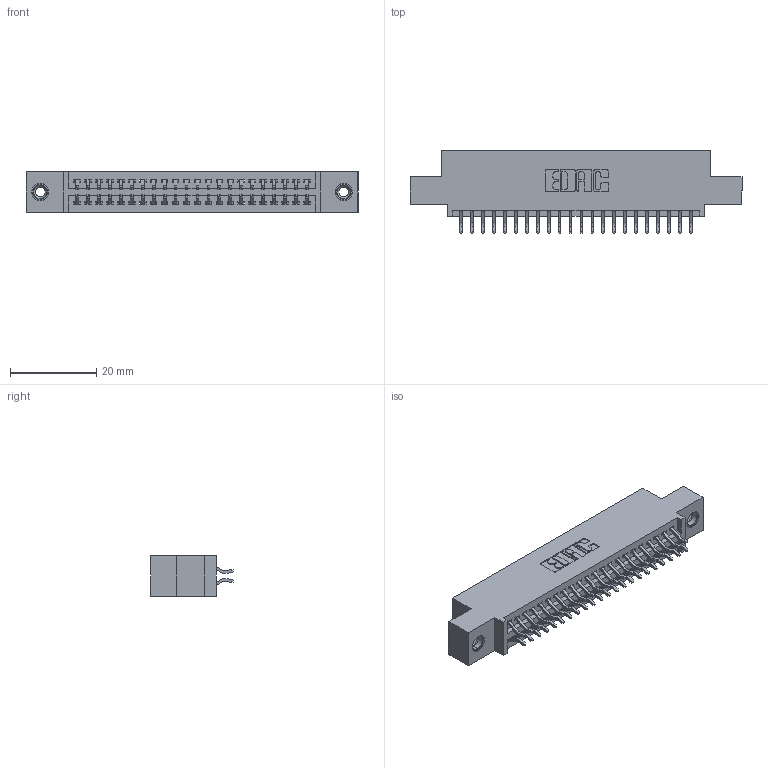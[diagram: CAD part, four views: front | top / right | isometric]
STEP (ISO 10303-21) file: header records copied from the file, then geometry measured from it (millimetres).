
FILE_DESCRIPTION (( 'STEP AP203' ), '1' );
FILE_NAME ('345-044-556-508.STEP', '2018-09-09T01:21:20', ( '' ), ( '' ), 'SwSTEP 2.0', 'SolidWorks 2016', '' );
FILE_SCHEMA (( 'CONFIG_CONTROL_DESIGN' ));
Length unit declared in the file: inch
Products named in the file (4): 345 Part_0.110 Offset - 0.156 Dia-TI; 345-292-001_556 Tail; 345-250-001_345-250-003-102; 345-044-556-508
Assembly tree (47 placements, depth 2):
  345-044-556-508
    345 Part_0.110 Offset - 0.156 Dia-TI
    345-292-001_556 Tail  x44
    345-250-001_345-250-003-102  x2
Bounding box: 77.09 x 19.24 x 9.4 mm (x, y, z)
Volume: 7221.2 mm3; surface area: 10354.6 mm2
Topology: 47 solids, 47 shells, 2654 faces, 7837 edges, 5158 vertices
Faces by surface type: plane 1744, cylinder 894, cone 12, torus 4
Entity records: 21492 total; most frequent: CARTESIAN_POINT 3619, ORIENTED_EDGE 3534, DIRECTION 3229, EDGE_CURVE 1767, LINE 1519, VECTOR 1519, VERTEX_POINT 1172, AXIS2_PLACEMENT_3D 855
